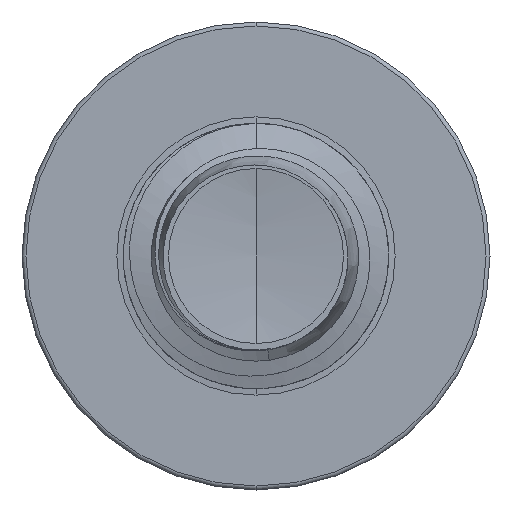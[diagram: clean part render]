
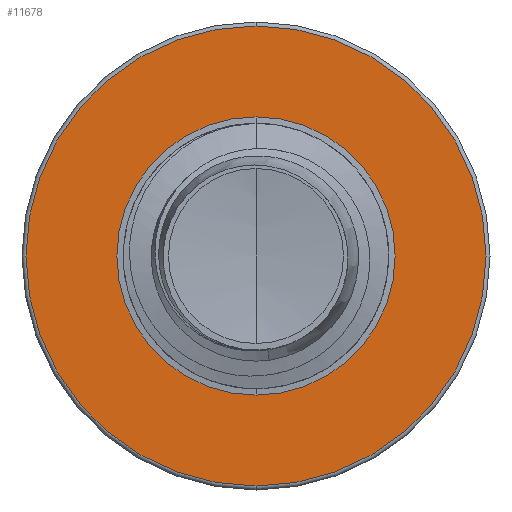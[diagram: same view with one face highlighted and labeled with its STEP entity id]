
A CAD part, front view. The second image highlights one B-rep face of the part: STEP entity #11678.
In plain terms, the highlighted planar face has unit normal (0, -1, 0).
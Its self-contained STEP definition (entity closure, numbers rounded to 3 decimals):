
#202 = DIRECTION ( 'NONE',  ( 0., 1., 0. ) ) ;
#516 = ORIENTED_EDGE ( 'NONE', *, *, #12923, .F. ) ;
#842 = AXIS2_PLACEMENT_3D ( 'NONE', #5624, #14601, #6933 ) ;
#919 = AXIS2_PLACEMENT_3D ( 'NONE', #8176, #202, #9465 ) ;
#1445 = DIRECTION ( 'NONE',  ( 0., 1., 0. ) ) ;
#2201 = DIRECTION ( 'NONE',  ( 0., 1., 0. ) ) ;
#2299 = ORIENTED_EDGE ( 'NONE', *, *, #15201, .T. ) ;
#2435 = EDGE_LOOP ( 'NONE', ( #516, #10809 ) ) ;
#2611 = CARTESIAN_POINT ( 'NONE',  ( 0., 11., 4.192 ) ) ;
#3590 = FACE_BOUND ( 'NONE', #12270, .T. ) ;
#4619 = AXIS2_PLACEMENT_3D ( 'NONE', #14023, #6328, #15261 ) ;
#5624 = CARTESIAN_POINT ( 'NONE',  ( 0., 11., 0. ) ) ;
#6122 = CARTESIAN_POINT ( 'NONE',  ( 0., 11., -4.192 ) ) ;
#6328 = DIRECTION ( 'NONE',  ( 0., 1., 0. ) ) ;
#6610 = CARTESIAN_POINT ( 'NONE',  ( 0., 11., -6.93 ) ) ;
#6848 = AXIS2_PLACEMENT_3D ( 'NONE', #9305, #1445, #10562 ) ;
#6933 = DIRECTION ( 'NONE',  ( 0., 0., 1. ) ) ;
#7464 = AXIS2_PLACEMENT_3D ( 'NONE', #6122, #2201, #11262 ) ;
#7881 = VERTEX_POINT ( 'NONE', #11904 ) ;
#8176 = CARTESIAN_POINT ( 'NONE',  ( 0., 11., 0. ) ) ;
#9242 = CIRCLE ( 'NONE', #4619, 4.192 ) ;
#9257 = FACE_OUTER_BOUND ( 'NONE', #2435, .T. ) ;
#9305 = CARTESIAN_POINT ( 'NONE',  ( 0., 11., 0. ) ) ;
#9465 = DIRECTION ( 'NONE',  ( 0., 0., 1. ) ) ;
#9996 = PLANE ( 'NONE',  #7464 ) ;
#10562 = DIRECTION ( 'NONE',  ( 0., 0., 1. ) ) ;
#10809 = ORIENTED_EDGE ( 'NONE', *, *, #15248, .F. ) ;
#10914 = VERTEX_POINT ( 'NONE', #6610 ) ;
#11262 = DIRECTION ( 'NONE',  ( 0., 0., 1. ) ) ;
#11678 = ADVANCED_FACE ( 'NONE', ( #9257, #3590 ), #9996, .F. ) ;
#11904 = CARTESIAN_POINT ( 'NONE',  ( 0., 11., 6.93 ) ) ;
#12270 = EDGE_LOOP ( 'NONE', ( #2299, #13838 ) ) ;
#12923 = EDGE_CURVE ( 'NONE', #7881, #10914, #15785, .T. ) ;
#13453 = CARTESIAN_POINT ( 'NONE',  ( 0., 11., -4.192 ) ) ;
#13731 = VERTEX_POINT ( 'NONE', #13453 ) ;
#13838 = ORIENTED_EDGE ( 'NONE', *, *, #13875, .T. ) ;
#13875 = EDGE_CURVE ( 'NONE', #13731, #13954, #9242, .T. ) ;
#13954 = VERTEX_POINT ( 'NONE', #2611 ) ;
#14023 = CARTESIAN_POINT ( 'NONE',  ( 0., 11., 0. ) ) ;
#14243 = CIRCLE ( 'NONE', #842, 6.93 ) ;
#14601 = DIRECTION ( 'NONE',  ( 0., 1., 0. ) ) ;
#14605 = CIRCLE ( 'NONE', #919, 4.192 ) ;
#15201 = EDGE_CURVE ( 'NONE', #13954, #13731, #14605, .T. ) ;
#15248 = EDGE_CURVE ( 'NONE', #10914, #7881, #14243, .T. ) ;
#15261 = DIRECTION ( 'NONE',  ( 0., 0., 1. ) ) ;
#15785 = CIRCLE ( 'NONE', #6848, 6.93 ) ;
